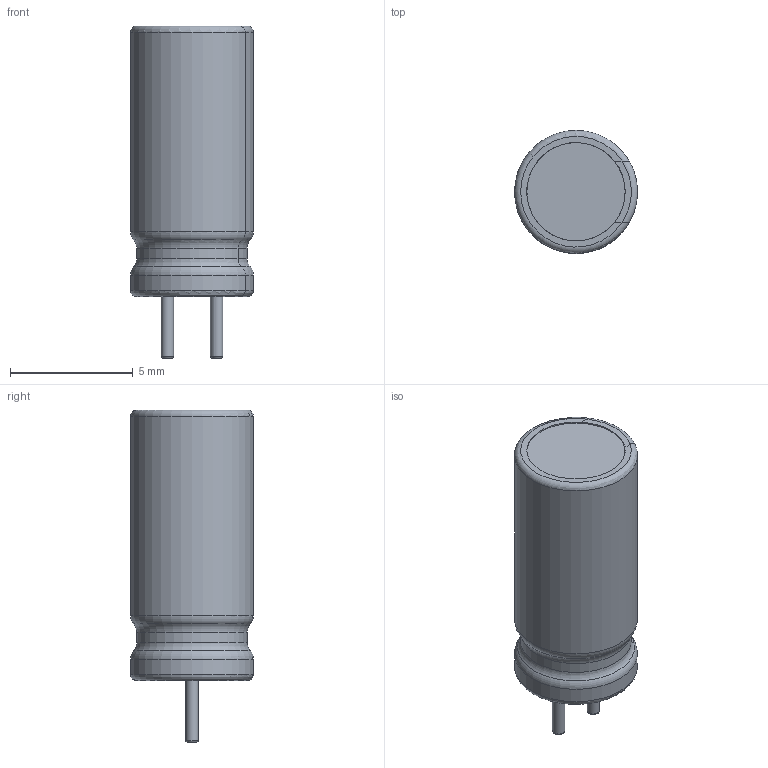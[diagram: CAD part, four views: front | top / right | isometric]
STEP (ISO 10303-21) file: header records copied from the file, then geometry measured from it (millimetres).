
FILE_DESCRIPTION(/* description */ (''),/* implementation_level */ '2;1');
FILE_NAME(/* name */ 'Capacitor-Vishay-142-RHS-5x11x2mm.step',/* time_stamp */ '2023-10-22T22:37:41+02:00',/* author */ (''),/* organization */ (''),/* preprocessor_version */ 'ST-DEVELOPER v20',/* originating_system */ 'Autodesk Translation Framework v12.14.0.127',/* authorisation */ '');
FILE_SCHEMA (('AUTOMOTIVE_DESIGN { 1 0 10303 214 3 1 1 }'));
Length unit declared in the file: millimetre
Products named in the file (4): Capacitor-Vishay-142-RHS-5x11x2mm; Plastic; Body; Leads
Assembly tree (3 placements, depth 2):
  Capacitor-Vishay-142-RHS-5x11x2mm
    Plastic
    Body
    Leads
Bounding box: 5 x 5 x 13.5 mm (x, y, z)
Volume: 211.8 mm3; surface area: 518.3 mm2
Topology: 5 solids, 5 shells, 39 faces, 87 edges, 58 vertices
Faces by surface type: torus 14, plane 14, cylinder 11
Full cylindrical faces by diameter (mm): 0.5 x2, 4 x1
Entity records: 1337 total; most frequent: CARTESIAN_POINT 343, DIRECTION 191, ORIENTED_EDGE 174, EDGE_CURVE 87, AXIS2_PLACEMENT_3D 82, VERTEX_POINT 58, FACE_OUTER_BOUND 39, EDGE_LOOP 39
